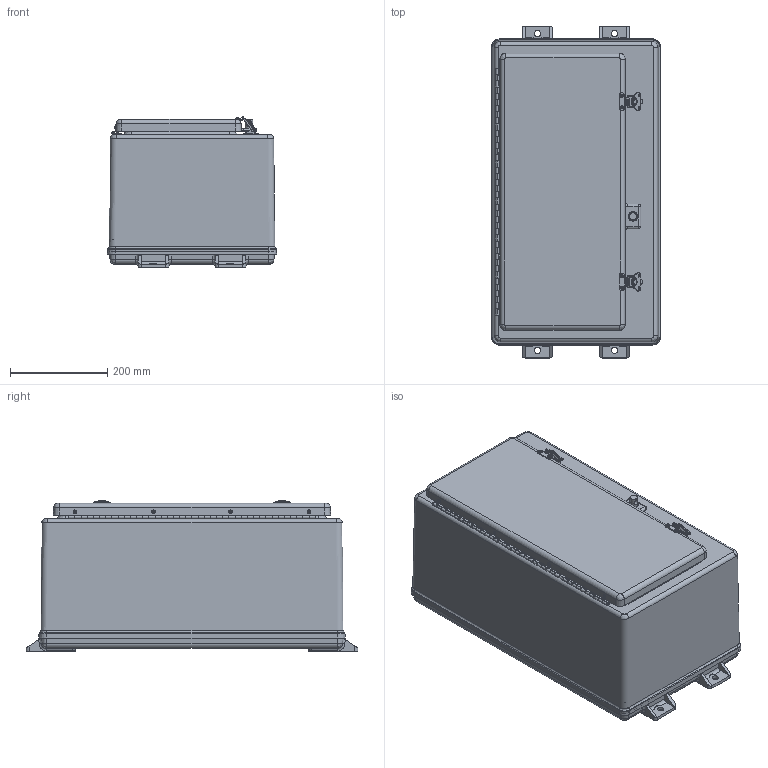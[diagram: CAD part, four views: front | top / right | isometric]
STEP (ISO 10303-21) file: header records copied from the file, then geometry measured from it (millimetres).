
FILE_DESCRIPTION(/* description */ (''),/* implementation_level */ '2;1');
FILE_NAME(/* name */ 'HW-N4X241210CH.stp',/* time_stamp */ '2014-03-14T06:47:49-05:00',/* author */ ('pmescher'),/* organization */ (''),/* preprocessor_version */ 'ST-DEVELOPER v15.2',/* originating_system */ 'Autodesk Inventor 2014',/* authorisation */ '');
FILE_SCHEMA (('AUTOMOTIVE_DESIGN { 1 0 10303 214 3 1 1 }'));
Length unit declared in the file: inch
Products named in the file (24): WPN241210SHWT; WPN2412B; WPN241210HWTPCVR; N241210G; WPN2412HWU; LL150  LATCH KEEPER PAD; LL150 LATCH RIVET PIN; LL150 KEEPER PAD ASSEMBLY; LL150 LATCH CAM; LL150 LATCH WING; LL150 LATCH BASE; LL150 LATCH HINGE PIN; N SERIES LL150 LATCH; HASP; HASP INSERT; HASP SCREW; HASP ASSEMBLY; 10-24 X 0.375 DP BRASS INSERT; SS HINGE PIN (20); SS HINGE COVER (20); SS HINGE BASE  (20); 0.13 RIVET PIN; 20; N241210HWT_STP
Bounding box: 348.46 x 684.21 x 310.01 mm (x, y, z)
Volume: 5415091.5 mm3; surface area: 2276316.7 mm2
Topology: 38 solids, 38 shells, 1151 faces, 2821 edges, 1747 vertices
Faces by surface type: plane 454, cylinder 446, torus 99, bspline 88, cone 38, sphere 26
Full cylindrical faces by diameter (mm): 1.587 x8, 1.651 x8, 3.175 x41, 3.302 x36, 3.429 x4, 3.5 x4, 3.556 x8, 3.683 x2, 3.969 x4, 4.762 x4, 5.08 x4, 5.105 x1, 5.11 x1, 6.35 x1, 7.137 x4, 7.544 x8, 8.64 x2, 10.312 x1, 12.954 x2, 12.959 x2, 14.3 x4
Entity records: 30129 total; most frequent: CARTESIAN_POINT 8625, DIRECTION 4556, ORIENTED_EDGE 4094, EDGE_CURVE 2047, AXIS2_PLACEMENT_3D 1723, VERTEX_POINT 1356, EDGE_LOOP 1195, LINE 1110
